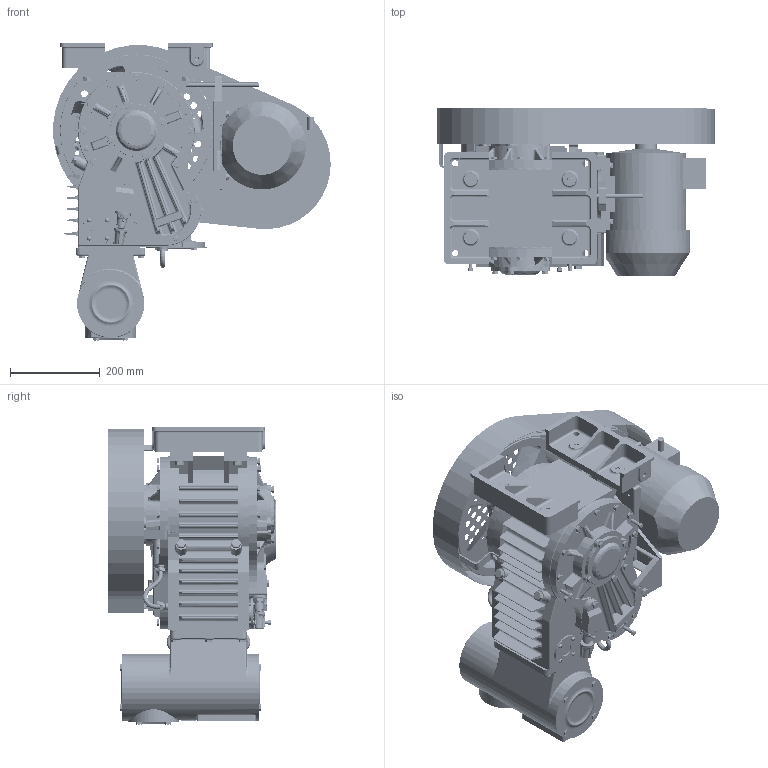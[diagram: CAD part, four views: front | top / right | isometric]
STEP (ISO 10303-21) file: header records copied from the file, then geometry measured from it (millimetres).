
FILE_DESCRIPTION(('STEP AP203'), '1');
FILE_NAME('ÀÂÏë ïîòðåáèòåëþ', '', ('UNSPECIFIED'), ('UNSPECIFIED'), 'C3D Converter', 'C3D Toolkit', '');
FILE_SCHEMA(('CONFIG_CONTROL_DESIGN'));
Length unit declared in the file: millimetre
Bounding box: 617.92 x 372.23 x 661.93 mm (x, y, z)
Surface area: 2742285.2 mm2 (no closed solid volume)
Topology: 0 solids, 2413 shells, 2413 faces, 13461 edges, 14061 vertices
Faces by surface type: plane 1084, cylinder 708, cone 297, bspline 191, torus 122, sphere 11
Full cylindrical faces by diameter (mm): 4 x2, 4.134 x4, 5.36 x1, 6 x4, 6.64 x2, 6.647 x5, 6.7 x1, 8 x6, 10 x8, 10.106 x6, 11 x1, 11.835 x1, 13 x31, 13.2 x1, 13.8 x2, 14 x4, 15 x112, 15.5 x1, 16 x7, 18 x24, 20 x1, 22 x1, 24 x4, 25 x3, 30 x2, 35 x2, 36 x1, 45 x1, 48 x1, 50 x1
Entity records: 271655 total; most frequent: CARTESIAN_POINT 134827, DIRECTION 18699, ORIENTED_EDGE 12514, EDGE_CURVE 12514, VERTEX_POINT 12514, AXIS2_PLACEMENT_3D 6921, COLOUR_RGB 5339, PRESENTATION_STYLE_ASSIGNMENT 5339
